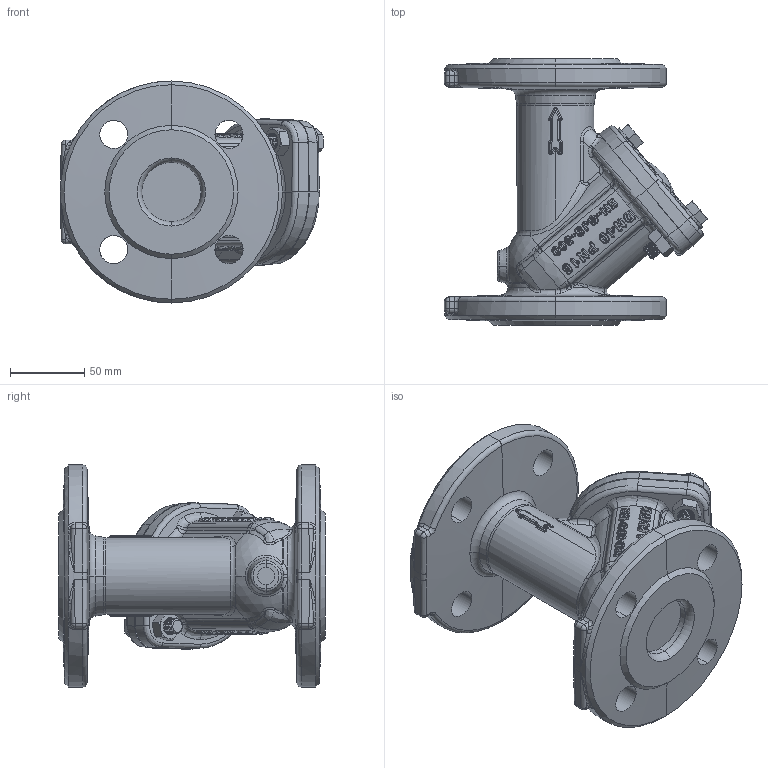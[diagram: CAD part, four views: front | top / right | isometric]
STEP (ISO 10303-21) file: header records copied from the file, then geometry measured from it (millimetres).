
FILE_DESCRIPTION (( 'STEP AP203' ), '1' );
FILE_NAME ('VALV RET BOLA FL DN40 PN16.STEP', '2014-09-29T14:52:27', ( '' ), ( '' ), 'SwSTEP 2.0', 'SolidWorks 2014', '' );
FILE_SCHEMA (( 'CONFIG_CONTROL_DESIGN' ));
Length unit declared in the file: millimetre
Products named in the file (1): VALV RET BOLA FL DN40 PN16
Bounding box: 177.79 x 180 x 150 mm (x, y, z)
Volume: 1263888.8 mm3; surface area: 141622.3 mm2
Topology: 1 solids, 1 shells, 1605 faces, 4122 edges, 2578 vertices
Faces by surface type: bspline 805, cone 273, cylinder 260, plane 194, sphere 38, torus 35
Entity records: 112538 total; most frequent: CARTESIAN_POINT 80491, ORIENTED_EDGE 8228, DIRECTION 4157, EDGE_CURVE 4114, VERTEX_POINT 2578, B_SPLINE_CURVE_WITH_KNOTS 2358, EDGE_LOOP 1708, AXIS2_PLACEMENT_3D 1694
